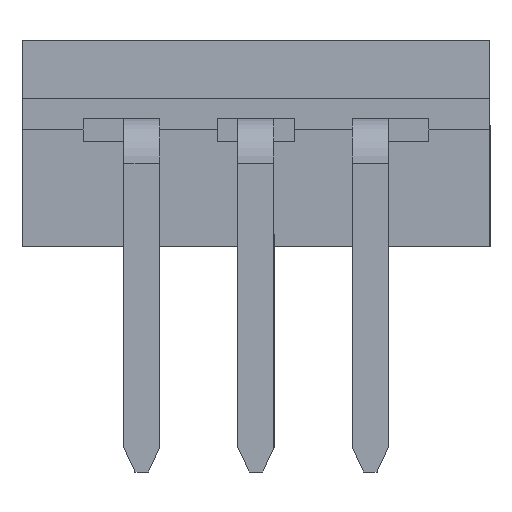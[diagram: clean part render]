
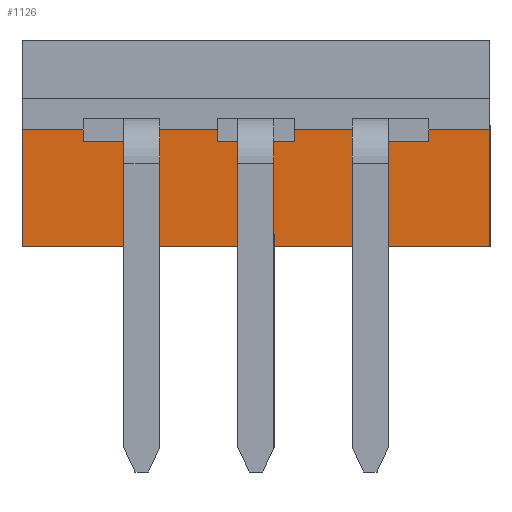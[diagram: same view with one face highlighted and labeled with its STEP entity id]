
A CAD part, left-side view. The second image highlights one B-rep face of the part: STEP entity #1126.
In plain terms, the highlighted planar face has unit normal (-1, 0, -0.018).
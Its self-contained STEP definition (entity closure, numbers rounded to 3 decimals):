
#151 = VERTEX_POINT ( 'NONE', #1304 ) ;
#153 = VERTEX_POINT ( 'NONE', #1302 ) ;
#159 = VERTEX_POINT ( 'NONE', #1096 ) ;
#163 = VERTEX_POINT ( 'NONE', #573 ) ;
#165 = VERTEX_POINT ( 'NONE', #570 ) ;
#185 = VERTEX_POINT ( 'NONE', #577 ) ;
#198 = ORIENTED_EDGE ( 'NONE', *, *, #1976, .T. ) ;
#199 = ORIENTED_EDGE ( 'NONE', *, *, #1296, .T. ) ;
#211 = ORIENTED_EDGE ( 'NONE', *, *, #318, .F. ) ;
#217 = ORIENTED_EDGE ( 'NONE', *, *, #309, .F. ) ;
#219 = ORIENTED_EDGE ( 'NONE', *, *, #311, .F. ) ;
#221 = ORIENTED_EDGE ( 'NONE', *, *, #1299, .F. ) ;
#224 = ORIENTED_EDGE ( 'NONE', *, *, #1280, .F. ) ;
#229 = ORIENTED_EDGE ( 'NONE', *, *, #1271, .F. ) ;
#290 = CARTESIAN_POINT ( 'NONE',  ( 0., 5.2, 2.6 ) ) ;
#293 = CARTESIAN_POINT ( 'NONE',  ( 0., 5.2, 2.6 ) ) ;
#295 = DIRECTION ( 'NONE',  ( 0., -1., 0. ) ) ;
#298 = DIRECTION ( 'NONE',  ( 0., -1., 0. ) ) ;
#299 = CARTESIAN_POINT ( 'NONE',  ( 0., 5.2, 2.6 ) ) ;
#301 = DIRECTION ( 'NONE',  ( 0., -1., 0. ) ) ;
#305 = CARTESIAN_POINT ( 'NONE',  ( 0., 5.2, 2.6 ) ) ;
#309 = EDGE_CURVE ( 'NONE', #163, #153, #1661, .T. ) ;
#311 = EDGE_CURVE ( 'NONE', #1904, #159, #1663, .T. ) ;
#312 = EDGE_CURVE ( 'NONE', #185, #1904, #1667, .T. ) ;
#318 = EDGE_CURVE ( 'NONE', #153, #165, #1675, .T. ) ;
#330 = EDGE_CURVE ( 'NONE', #151, #446, #1703, .T. ) ;
#359 = DIRECTION ( 'NONE',  ( 0., -1., 0. ) ) ;
#381 = CARTESIAN_POINT ( 'NONE',  ( 0.045, -5.2, 0.001 ) ) ;
#446 = VERTEX_POINT ( 'NONE', #1252 ) ;
#456 = VERTEX_POINT ( 'NONE', #1259 ) ;
#489 = ORIENTED_EDGE ( 'NONE', *, *, #330, .F. ) ;
#491 = ORIENTED_EDGE ( 'NONE', *, *, #312, .F. ) ;
#570 = CARTESIAN_POINT ( 'NONE',  ( 0., -3.84, 2.6 ) ) ;
#573 = CARTESIAN_POINT ( 'NONE',  ( 0., -0.85, 2.6 ) ) ;
#577 = CARTESIAN_POINT ( 'NONE',  ( 0., 3.84, 2.6 ) ) ;
#636 = DIRECTION ( 'NONE',  ( 0.017, 0., -1. ) ) ;
#764 = LINE ( 'NONE', #1418, #779 ) ;
#779 = VECTOR ( 'NONE', #1431, 1000. ) ;
#794 = LINE ( 'NONE', #1460, #797 ) ;
#797 = VECTOR ( 'NONE', #1461, 1000. ) ;
#826 = LINE ( 'NONE', #1492, #829 ) ;
#829 = VECTOR ( 'NONE', #1494, 1000. ) ;
#832 = LINE ( 'NONE', #1498, #835 ) ;
#835 = VECTOR ( 'NONE', #1500, 1000. ) ;
#897 = LINE ( 'NONE', #1180, #899 ) ;
#899 = VECTOR ( 'NONE', #1181, 1000. ) ;
#969 = EDGE_LOOP ( 'NONE', ( #489, #221, #211, #217, #224, #219, #491, #229, #199, #198 ) ) ;
#1031 = PLANE ( 'NONE',  #1856 ) ;
#1032 = CARTESIAN_POINT ( 'NONE',  ( 0.045, 5.2, 0.001 ) ) ;
#1033 = DIRECTION ( 'NONE',  ( -1., 0., -0.017 ) ) ;
#1034 = DIRECTION ( 'NONE',  ( -0.017, 0., 1. ) ) ;
#1096 = CARTESIAN_POINT ( 'NONE',  ( 0., 0.85, 2.6 ) ) ;
#1126 = ADVANCED_FACE ( 'NONE', ( #1794 ), #1031, .T. ) ;
#1180 = CARTESIAN_POINT ( 'NONE',  ( 0.045, 5.2, 0. ) ) ;
#1181 = DIRECTION ( 'NONE',  ( 0., -1., 0. ) ) ;
#1252 = CARTESIAN_POINT ( 'NONE',  ( 0.045, -5.2, 0. ) ) ;
#1259 = CARTESIAN_POINT ( 'NONE',  ( 0.045, 5.2, 0. ) ) ;
#1271 = EDGE_CURVE ( 'NONE', #1894, #185, #764, .T. ) ;
#1280 = EDGE_CURVE ( 'NONE', #159, #163, #794, .T. ) ;
#1296 = EDGE_CURVE ( 'NONE', #1894, #456, #826, .T. ) ;
#1299 = EDGE_CURVE ( 'NONE', #165, #151, #832, .T. ) ;
#1302 = CARTESIAN_POINT ( 'NONE',  ( 0., -2.14, 2.6 ) ) ;
#1304 = CARTESIAN_POINT ( 'NONE',  ( 0., -5.2, 2.6 ) ) ;
#1418 = CARTESIAN_POINT ( 'NONE',  ( 0., 5.2, 2.6 ) ) ;
#1431 = DIRECTION ( 'NONE',  ( 0., -1., 0. ) ) ;
#1460 = CARTESIAN_POINT ( 'NONE',  ( 0., 5.2, 2.6 ) ) ;
#1461 = DIRECTION ( 'NONE',  ( 0., -1., 0. ) ) ;
#1492 = CARTESIAN_POINT ( 'NONE',  ( 0.045, 5.2, 0.001 ) ) ;
#1494 = DIRECTION ( 'NONE',  ( 0.017, 0., -1. ) ) ;
#1498 = CARTESIAN_POINT ( 'NONE',  ( 0., 5.2, 2.6 ) ) ;
#1500 = DIRECTION ( 'NONE',  ( 0., -1., 0. ) ) ;
#1523 = CARTESIAN_POINT ( 'NONE',  ( 0., 5.2, 2.6 ) ) ;
#1533 = CARTESIAN_POINT ( 'NONE',  ( 0., 2.14, 2.6 ) ) ;
#1661 = LINE ( 'NONE', #293, #1664 ) ;
#1663 = LINE ( 'NONE', #290, #1668 ) ;
#1664 = VECTOR ( 'NONE', #295, 1000. ) ;
#1667 = LINE ( 'NONE', #299, #1670 ) ;
#1668 = VECTOR ( 'NONE', #298, 1000. ) ;
#1670 = VECTOR ( 'NONE', #301, 1000. ) ;
#1675 = LINE ( 'NONE', #305, #1682 ) ;
#1682 = VECTOR ( 'NONE', #359, 1000. ) ;
#1703 = LINE ( 'NONE', #381, #1706 ) ;
#1706 = VECTOR ( 'NONE', #636, 1000. ) ;
#1794 = FACE_OUTER_BOUND ( 'NONE', #969, .T. ) ;
#1856 = AXIS2_PLACEMENT_3D ( 'NONE', #1032, #1033, #1034 ) ;
#1894 = VERTEX_POINT ( 'NONE', #1523 ) ;
#1904 = VERTEX_POINT ( 'NONE', #1533 ) ;
#1976 = EDGE_CURVE ( 'NONE', #456, #446, #897, .T. ) ;
